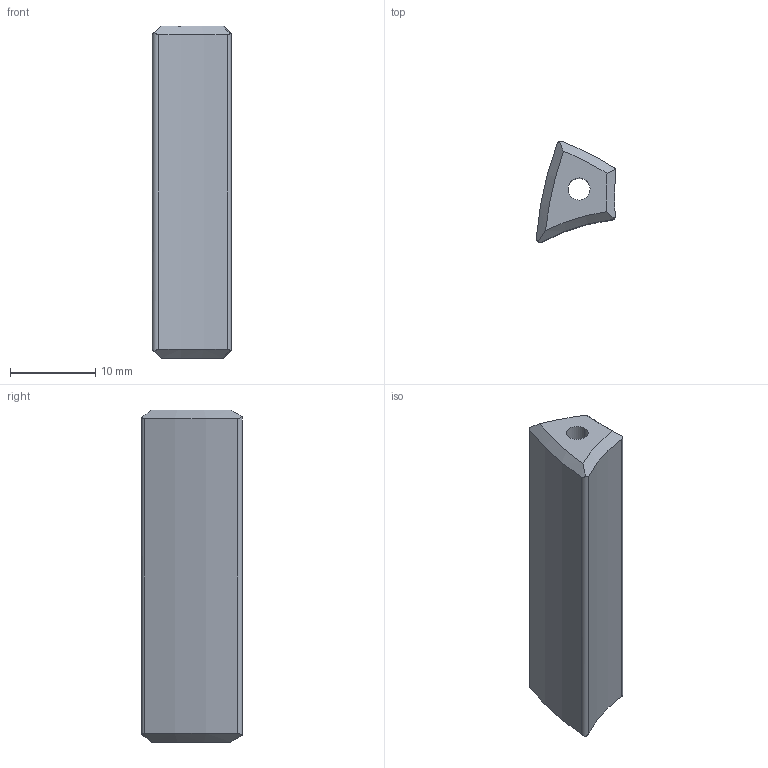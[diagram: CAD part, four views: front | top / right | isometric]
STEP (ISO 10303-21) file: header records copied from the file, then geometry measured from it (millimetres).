
FILE_DESCRIPTION (( 'STEP AP214' ), '1' );
FILE_NAME ('CRANE-X7_Hand_FiveFingersD5_claw.STEP', '2024-04-20T07:19:47', ( '' ), ( '' ), 'SwSTEP 2.0', 'SolidWorks 2024', '' );
FILE_SCHEMA (( 'AUTOMOTIVE_DESIGN' ));
Length unit declared in the file: millimetre
Products named in the file (1): CRANE-X7_Hand_FiveFingersD5_claw
Bounding box: 9.33 x 11.86 x 39 mm (x, y, z)
Volume: 2674.4 mm3; surface area: 1776.1 mm2
Topology: 1 solids, 1 shells, 23 faces, 62 edges, 41 vertices
Faces by surface type: cylinder 12, cone 9, plane 2
Entity records: 808 total; most frequent: CARTESIAN_POINT 229, ORIENTED_EDGE 124, DIRECTION 107, EDGE_CURVE 62, AXIS2_PLACEMENT_3D 47, VERTEX_POINT 41, B_SPLINE_CURVE_WITH_KNOTS 26, EDGE_LOOP 25
